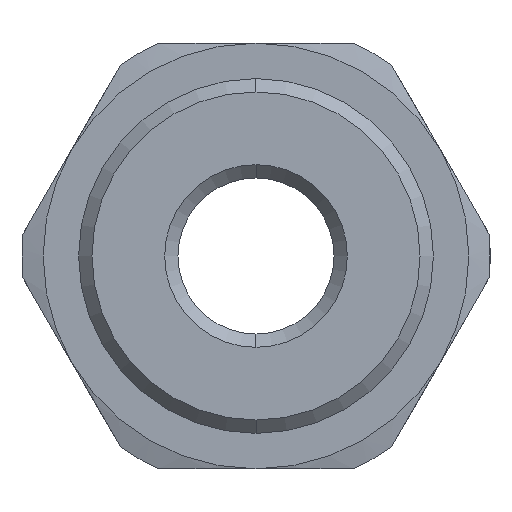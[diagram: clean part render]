
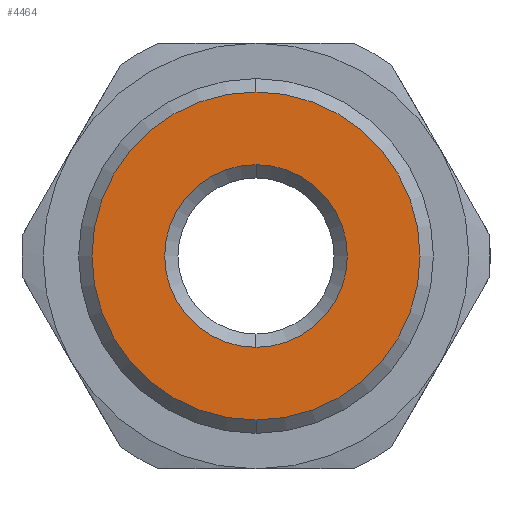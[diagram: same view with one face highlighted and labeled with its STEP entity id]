
A CAD part, left-side view. The second image highlights one B-rep face of the part: STEP entity #4464.
In plain terms, the highlighted planar face has unit normal (-1, 0, 0).
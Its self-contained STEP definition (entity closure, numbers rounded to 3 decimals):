
#424 = ORIENTED_EDGE ( 'NONE', *, *, #1169, .T. ) ;
#618 = EDGE_CURVE ( 'NONE', #5283, #6569, #5913, .T. ) ;
#666 = FACE_BOUND ( 'NONE', #1879, .T. ) ;
#1101 = FACE_OUTER_BOUND ( 'NONE', #5698, .T. ) ;
#1169 = EDGE_CURVE ( 'NONE', #4368, #6469, #6690, .T. ) ;
#1444 = CARTESIAN_POINT ( 'NONE',  ( 0., 0., -9.25 ) ) ;
#1452 = DIRECTION ( 'NONE',  ( 1., 0., 0. ) ) ;
#1536 = ORIENTED_EDGE ( 'NONE', *, *, #3896, .T. ) ;
#1879 = EDGE_LOOP ( 'NONE', ( #5306, #2127 ) ) ;
#2127 = ORIENTED_EDGE ( 'NONE', *, *, #618, .T. ) ;
#2169 = EDGE_CURVE ( 'NONE', #6569, #5283, #2512, .T. ) ;
#2313 = AXIS2_PLACEMENT_3D ( 'NONE', #3192, #1452, #7032 ) ;
#2431 = DIRECTION ( 'NONE',  ( 1., 0., 0. ) ) ;
#2456 = CARTESIAN_POINT ( 'NONE',  ( 0., 0., -5.15 ) ) ;
#2512 = CIRCLE ( 'NONE', #3977, 5.15 ) ;
#3009 = PLANE ( 'NONE',  #5177 ) ;
#3192 = CARTESIAN_POINT ( 'NONE',  ( 0., 0., 0. ) ) ;
#3291 = DIRECTION ( 'NONE',  ( -1., 0., 0. ) ) ;
#3896 = EDGE_CURVE ( 'NONE', #6469, #4368, #4319, .T. ) ;
#3977 = AXIS2_PLACEMENT_3D ( 'NONE', #4952, #5504, #7195 ) ;
#4319 = CIRCLE ( 'NONE', #7187, 9.25 ) ;
#4368 = VERTEX_POINT ( 'NONE', #1444 ) ;
#4464 = ADVANCED_FACE ( 'NONE', ( #1101, #666 ), #3009, .F. ) ;
#4748 = CARTESIAN_POINT ( 'NONE',  ( 0., 0., 0. ) ) ;
#4952 = CARTESIAN_POINT ( 'NONE',  ( 0., 0., 0. ) ) ;
#5177 = AXIS2_PLACEMENT_3D ( 'NONE', #6900, #2431, #6851 ) ;
#5178 = CARTESIAN_POINT ( 'NONE',  ( 0., 0., 9.25 ) ) ;
#5283 = VERTEX_POINT ( 'NONE', #2456 ) ;
#5306 = ORIENTED_EDGE ( 'NONE', *, *, #2169, .T. ) ;
#5504 = DIRECTION ( 'NONE',  ( 1., 0., 0. ) ) ;
#5698 = EDGE_LOOP ( 'NONE', ( #424, #1536 ) ) ;
#5835 = DIRECTION ( 'NONE',  ( 0., 0., -1. ) ) ;
#5913 = CIRCLE ( 'NONE', #2313, 5.15 ) ;
#6154 = DIRECTION ( 'NONE',  ( 0., 0., -1. ) ) ;
#6293 = CARTESIAN_POINT ( 'NONE',  ( 0., 0., 5.15 ) ) ;
#6469 = VERTEX_POINT ( 'NONE', #5178 ) ;
#6569 = VERTEX_POINT ( 'NONE', #6293 ) ;
#6626 = CARTESIAN_POINT ( 'NONE',  ( 0., 0., 0. ) ) ;
#6690 = CIRCLE ( 'NONE', #7018, 9.25 ) ;
#6851 = DIRECTION ( 'NONE',  ( 0., 0., -1. ) ) ;
#6900 = CARTESIAN_POINT ( 'NONE',  ( 0., 0., 0. ) ) ;
#6983 = DIRECTION ( 'NONE',  ( -1., 0., 0. ) ) ;
#7018 = AXIS2_PLACEMENT_3D ( 'NONE', #4748, #6983, #5835 ) ;
#7032 = DIRECTION ( 'NONE',  ( 0., 0., -1. ) ) ;
#7187 = AXIS2_PLACEMENT_3D ( 'NONE', #6626, #3291, #6154 ) ;
#7195 = DIRECTION ( 'NONE',  ( 0., 0., -1. ) ) ;
